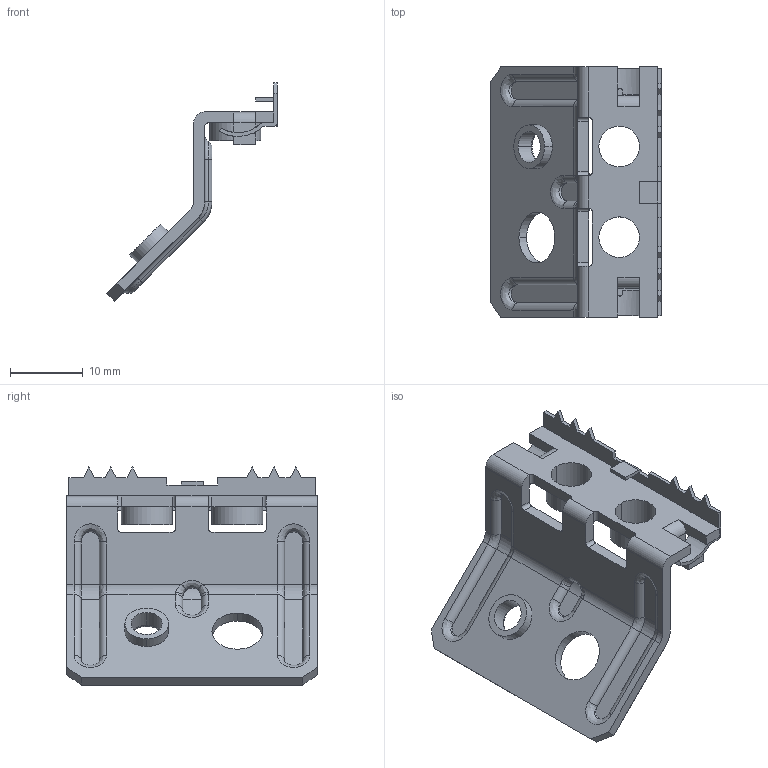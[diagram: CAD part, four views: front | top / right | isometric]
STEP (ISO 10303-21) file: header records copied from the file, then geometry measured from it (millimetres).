
FILE_DESCRIPTION(/* description */ (''),/* implementation_level */ '2;1');
FILE_NAME(/* name */ 'TS008',/* time_stamp */ '2025-02-15T11:32:09+08:00',/* author */ (''),/* organization */ (''),/* preprocessor_version */ 'ST-DEVELOPER v19.2',/* originating_system */ 'Rhino 8.5',/* authorisation */ '');
FILE_SCHEMA (('CONFIG_CONTROL_DESIGN'));
Length unit declared in the file: millimetre
Products named in the file (3): TS008_ASM; TS008; TS008-1
Bounding box: 23.5 x 34.5 x 30.06 mm (x, y, z)
Volume: 2102.4 mm3; surface area: 3706 mm2
Topology: 2 solids, 2 shells, 245 faces, 622 edges, 380 vertices
Faces by surface type: plane 105, cylinder 94, bspline 46
Entity records: 11388 total; most frequent: CARTESIAN_POINT 6131, ORIENTED_EDGE 1244, EDGE_CURVE 622, DIRECTION 589, B_SPLINE_CURVE_WITH_KNOTS 434, AXIS2_PLACEMENT_3D 394, VERTEX_POINT 380, EDGE_LOOP 256
